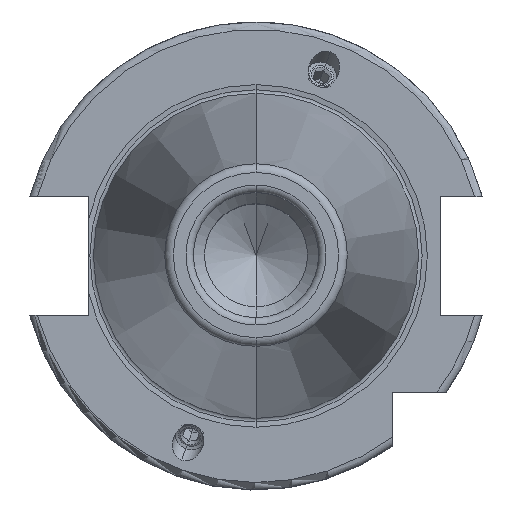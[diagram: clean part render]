
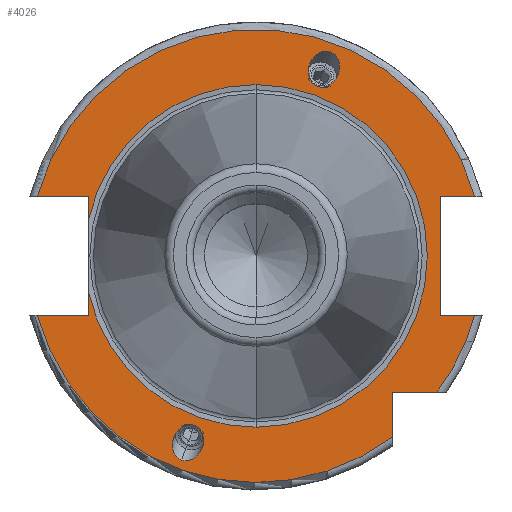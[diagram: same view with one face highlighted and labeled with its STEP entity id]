
A CAD part, top view. The second image highlights one B-rep face of the part: STEP entity #4026.
In plain terms, the highlighted planar face has unit normal (0, 0, 1).
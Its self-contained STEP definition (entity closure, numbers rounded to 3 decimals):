
#301=CARTESIAN_POINT('',(0,0,18.1));
#302=DIRECTION('',(0,0,1));
#303=DIRECTION('',(0,1,0));
#304=AXIS2_PLACEMENT_3D('',#301,#302,#303);
#314=CARTESIAN_POINT('',(0,0,18.1));
#315=DIRECTION('',(0,0,1));
#316=DIRECTION('',(-0.976,-0.22,0));
#317=AXIS2_PLACEMENT_3D('',#314,#315,#316);
#738=CARTESIAN_POINT('',(0,0,18.1));
#739=DIRECTION('',(0,0,1));
#740=DIRECTION('',(0.965,0.262,0));
#741=AXIS2_PLACEMENT_3D('',#738,#739,#740);
#789=CARTESIAN_POINT('',(0,0,18.1));
#790=DIRECTION('',(0,0,1));
#791=DIRECTION('',(-0.965,-0.262,0));
#792=AXIS2_PLACEMENT_3D('',#789,#790,#791);
#805=DIRECTION('',(1,0,0));
#806=VECTOR('',#805,7.004);
#807=CARTESIAN_POINT('',(-29.704,-8.05,18.1));
#808=LINE('',#807,#806);
#809=DIRECTION('',(0,1,0));
#810=VECTOR('',#809,2.939);
#811=CARTESIAN_POINT('',(-22.7,-8.05,18.1));
#812=LINE('',#811,#810);
#813=DIRECTION('',(0,1,0));
#814=VECTOR('',#813,2.939);
#815=CARTESIAN_POINT('',(-22.7,5.111,18.1));
#816=LINE('',#815,#814);
#817=DIRECTION('',(1,0,0));
#818=VECTOR('',#817,7.004);
#819=CARTESIAN_POINT('',(-29.704,8.05,18.1));
#820=LINE('',#819,#818);
#821=DIRECTION('',(-1,0,0));
#822=VECTOR('',#821,4.704);
#823=CARTESIAN_POINT('',(29.704,8.05,18.1));
#824=LINE('',#823,#822);
#825=DIRECTION('',(0,-1,0));
#826=VECTOR('',#825,16.1);
#827=CARTESIAN_POINT('',(25,8.05,18.1));
#828=LINE('',#827,#826);
#829=DIRECTION('',(-1,0,0));
#830=VECTOR('',#829,4.704);
#831=CARTESIAN_POINT('',(29.704,-8.05,18.1));
#832=LINE('',#831,#830);
#833=CARTESIAN_POINT('',(0,0,18.1));
#834=DIRECTION('',(0,0,1));
#835=DIRECTION('',(0.799,-0.601,0));
#836=AXIS2_PLACEMENT_3D('',#833,#834,#835);
#838=DIRECTION('',(-1,0,0));
#839=VECTOR('',#838,6.094);
#840=CARTESIAN_POINT('',(24.594,-18.5,18.1));
#841=LINE('',#840,#839);
#842=DIRECTION('',(0,1,0));
#843=VECTOR('',#842,6.094);
#844=CARTESIAN_POINT('',(18.5,-24.594,18.1));
#845=LINE('',#844,#843);
#846=CARTESIAN_POINT('',(8.379,23.02,18.1));
#847=CARTESIAN_POINT('',(8.152,23.103,18.1));
#848=CARTESIAN_POINT('',(7.698,23.381,18.1));
#849=CARTESIAN_POINT('',(7.208,24.17,18.1));
#850=CARTESIAN_POINT('',(7.094,25.,18.1));
#851=CARTESIAN_POINT('',(7.174,25.641,18.1));
#852=CARTESIAN_POINT('',(7.298,26.077,18.1));
#853=CARTESIAN_POINT('',(7.483,26.49,18.1));
#854=CARTESIAN_POINT('',(7.834,27.033,18.1));
#855=CARTESIAN_POINT('',(8.455,27.594,18.1));
#856=CARTESIAN_POINT('',(9.337,27.884,18.1));
#857=CARTESIAN_POINT('',(9.863,27.806,18.1));
#858=CARTESIAN_POINT('',(10.09,27.723,18.1));
#860=CARTESIAN_POINT('',(10.09,27.723,18.1));
#861=CARTESIAN_POINT('',(10.318,27.641,18.1));
#862=CARTESIAN_POINT('',(10.771,27.362,18.1));
#863=CARTESIAN_POINT('',(11.261,26.573,18.1));
#864=CARTESIAN_POINT('',(11.375,25.744,18.1));
#865=CARTESIAN_POINT('',(11.295,25.103,18.1));
#866=CARTESIAN_POINT('',(11.171,24.667,18.1));
#867=CARTESIAN_POINT('',(10.986,24.253,18.1));
#868=CARTESIAN_POINT('',(10.635,23.711,18.1));
#869=CARTESIAN_POINT('',(10.014,23.149,18.1));
#870=CARTESIAN_POINT('',(9.133,22.859,18.1));
#871=CARTESIAN_POINT('',(8.606,22.937,18.1));
#872=CARTESIAN_POINT('',(8.379,23.02,18.1));
#874=CARTESIAN_POINT('',(-8.379,-23.02,18.1));
#875=CARTESIAN_POINT('',(-8.606,-22.937,18.1));
#876=CARTESIAN_POINT('',(-9.133,-22.859,18.1));
#877=CARTESIAN_POINT('',(-10.014,-23.149,18.1));
#878=CARTESIAN_POINT('',(-10.635,-23.711,18.1));
#879=CARTESIAN_POINT('',(-10.986,-24.253,18.1));
#880=CARTESIAN_POINT('',(-11.171,-24.667,18.1));
#881=CARTESIAN_POINT('',(-11.295,-25.103,18.1));
#882=CARTESIAN_POINT('',(-11.375,-25.744,18.1));
#883=CARTESIAN_POINT('',(-11.261,-26.573,18.1));
#884=CARTESIAN_POINT('',(-10.771,-27.362,18.1));
#885=CARTESIAN_POINT('',(-10.318,-27.641,18.1));
#886=CARTESIAN_POINT('',(-10.09,-27.723,18.1));
#888=CARTESIAN_POINT('',(-10.09,-27.723,18.1));
#889=CARTESIAN_POINT('',(-9.863,-27.806,18.1));
#890=CARTESIAN_POINT('',(-9.337,-27.884,18.1));
#891=CARTESIAN_POINT('',(-8.455,-27.594,18.1));
#892=CARTESIAN_POINT('',(-7.834,-27.033,18.1));
#893=CARTESIAN_POINT('',(-7.483,-26.49,18.1));
#894=CARTESIAN_POINT('',(-7.298,-26.077,18.1));
#895=CARTESIAN_POINT('',(-7.174,-25.641,18.1));
#896=CARTESIAN_POINT('',(-7.094,-25.,18.1));
#897=CARTESIAN_POINT('',(-7.208,-24.17,18.1));
#898=CARTESIAN_POINT('',(-7.698,-23.381,18.1));
#899=CARTESIAN_POINT('',(-8.152,-23.103,18.1));
#900=CARTESIAN_POINT('',(-8.379,-23.02,18.1));
#902=CARTESIAN_POINT('',(0,0,18.1));
#903=DIRECTION('',(0,0,-1));
#904=DIRECTION('',(0,1,0));
#905=AXIS2_PLACEMENT_3D('',#902,#903,#904);
#2687=CARTESIAN_POINT('',(-29.704,-8.05,18.1));
#2688=CARTESIAN_POINT('',(-22.7,-8.05,18.1));
#2689=VERTEX_POINT('',#2687);
#2690=VERTEX_POINT('',#2688);
#2691=CARTESIAN_POINT('',(-22.7,-5.111,18.1));
#2692=VERTEX_POINT('',#2691);
#2693=CARTESIAN_POINT('',(-22.7,5.111,18.1));
#2694=CARTESIAN_POINT('',(-22.7,8.05,18.1));
#2695=VERTEX_POINT('',#2693);
#2696=VERTEX_POINT('',#2694);
#2697=CARTESIAN_POINT('',(-29.704,8.05,18.1));
#2698=VERTEX_POINT('',#2697);
#2699=CARTESIAN_POINT('',(25,8.05,18.1));
#2700=CARTESIAN_POINT('',(25,-8.05,18.1));
#2701=VERTEX_POINT('',#2699);
#2702=VERTEX_POINT('',#2700);
#2703=CARTESIAN_POINT('',(29.704,-8.05,18.1));
#2704=VERTEX_POINT('',#2703);
#2705=CARTESIAN_POINT('',(29.704,8.05,18.1));
#2706=VERTEX_POINT('',#2705);
#2707=CARTESIAN_POINT('',(18.5,-24.594,18.1));
#2708=CARTESIAN_POINT('',(18.5,-18.5,18.1));
#2709=VERTEX_POINT('',#2707);
#2710=VERTEX_POINT('',#2708);
#2711=CARTESIAN_POINT('',(24.594,-18.5,18.1));
#2712=VERTEX_POINT('',#2711);
#2759=CARTESIAN_POINT('',(0,23.268,18.1));
#2760=VERTEX_POINT('',#2759);
#2761=CARTESIAN_POINT('',(0,-23.268,18.1));
#2762=VERTEX_POINT('',#2761);
#2803=CARTESIAN_POINT('',(8.379,23.02,18.1));
#2805=VERTEX_POINT('',#2803);
#2811=VERTEX_POINT('',#858);
#2832=CARTESIAN_POINT('',(-8.379,-23.02,18.1));
#2834=VERTEX_POINT('',#2832);
#2840=CARTESIAN_POINT('',(-10.09,-27.723,18.1));
#2841=VERTEX_POINT('',#2840);
#3988=CARTESIAN_POINT('',(0,0,18.1));
#3989=DIRECTION('',(0,0,-1));
#3990=DIRECTION('',(0,-1,0));
#3991=AXIS2_PLACEMENT_3D('',#3988,#3989,#3990);
#3992=PLANE('',#3991);
#3993=ORIENTED_EDGE('',*,*,#3506,.T.);
#3994=ORIENTED_EDGE('',*,*,#3417,.T.);
#3995=ORIENTED_EDGE('',*,*,#3400,.T.);
#3997=ORIENTED_EDGE('',*,*,#3996,.F.);
#3998=ORIENTED_EDGE('',*,*,#3393,.T.);
#3999=ORIENTED_EDGE('',*,*,#3414,.T.);
#4000=ORIENTED_EDGE('',*,*,#3918,.F.);
#4001=ORIENTED_EDGE('',*,*,#3965,.F.);
#4003=ORIENTED_EDGE('',*,*,#4002,.T.);
#4005=ORIENTED_EDGE('',*,*,#4004,.T.);
#4006=ORIENTED_EDGE('',*,*,#3576,.F.);
#4007=ORIENTED_EDGE('',*,*,#3955,.F.);
#4008=ORIENTED_EDGE('',*,*,#3860,.T.);
#4010=ORIENTED_EDGE('',*,*,#4009,.F.);
#4011=ORIENTED_EDGE('',*,*,#3981,.F.);
#4012=EDGE_LOOP('',(#3993,#3994,#3995,#3997,#3998,#3999,#4000,#4001,#4003,#4005,
#4006,#4007,#4008,#4010,#4011));
#4013=FACE_OUTER_BOUND('',#4012,.F.);
#4015=ORIENTED_EDGE('',*,*,#4014,.F.);
#4017=ORIENTED_EDGE('',*,*,#4016,.F.);
#4018=EDGE_LOOP('',(#4015,#4017));
#4019=FACE_BOUND('',#4018,.F.);
#4021=ORIENTED_EDGE('',*,*,#4020,.T.);
#4023=ORIENTED_EDGE('',*,*,#4022,.T.);
#4024=EDGE_LOOP('',(#4021,#4023));
#4025=FACE_BOUND('',#4024,.F.);
#4026=ADVANCED_FACE('',(#4013,#4019,#4025),#3992,.F.);
#305=CIRCLE('',#304,23.268);
#318=CIRCLE('',#317,23.268);
#742=CIRCLE('',#741,30.775);
#793=CIRCLE('',#792,30.775);
#837=CIRCLE('',#836,30.775);
#859=B_SPLINE_CURVE_WITH_KNOTS('',3,(#846,#847,#848,#849,#850,#851,#852,#853,
#854,#855,#856,#857,#858),.UNSPECIFIED.,.F.,.F.,(4,1,1,1,1,1,1,1,1,1,4),(0,
0.125,0.25,0.375,0.438,0.5,0.563,0.625,0.75,0.875,1),
.UNSPECIFIED.);
#873=B_SPLINE_CURVE_WITH_KNOTS('',3,(#860,#861,#862,#863,#864,#865,#866,#867,
#868,#869,#870,#871,#872),.UNSPECIFIED.,.F.,.F.,(4,1,1,1,1,1,1,1,1,1,4),(0,
0.125,0.25,0.375,0.438,0.5,0.563,0.625,0.75,0.875,1),
.UNSPECIFIED.);
#887=B_SPLINE_CURVE_WITH_KNOTS('',3,(#874,#875,#876,#877,#878,#879,#880,#881,
#882,#883,#884,#885,#886),.UNSPECIFIED.,.F.,.F.,(4,1,1,1,1,1,1,1,1,1,4),(0,
0.125,0.25,0.375,0.438,0.5,0.563,0.625,0.75,0.875,1),
.UNSPECIFIED.);
#901=B_SPLINE_CURVE_WITH_KNOTS('',3,(#888,#889,#890,#891,#892,#893,#894,#895,
#896,#897,#898,#899,#900),.UNSPECIFIED.,.F.,.F.,(4,1,1,1,1,1,1,1,1,1,4),(0,
0.125,0.25,0.375,0.438,0.5,0.563,0.625,0.75,0.875,1),
.UNSPECIFIED.);
#906=CIRCLE('',#905,23.268);
#3393=EDGE_CURVE('',#2760,#2695,#305,.T.);
#3400=EDGE_CURVE('',#2692,#2762,#318,.T.);
#3414=EDGE_CURVE('',#2695,#2696,#816,.T.);
#3417=EDGE_CURVE('',#2690,#2692,#812,.T.);
#3506=EDGE_CURVE('',#2689,#2690,#808,.T.);
#3576=EDGE_CURVE('',#2704,#2702,#832,.T.);
#3860=EDGE_CURVE('',#2712,#2710,#841,.T.);
#3918=EDGE_CURVE('',#2698,#2696,#820,.T.);
#3955=EDGE_CURVE('',#2712,#2704,#837,.T.);
#3965=EDGE_CURVE('',#2706,#2698,#742,.T.);
#3981=EDGE_CURVE('',#2689,#2709,#793,.T.);
#3996=EDGE_CURVE('',#2760,#2762,#906,.T.);
#4002=EDGE_CURVE('',#2706,#2701,#824,.T.);
#4004=EDGE_CURVE('',#2701,#2702,#828,.T.);
#4009=EDGE_CURVE('',#2709,#2710,#845,.T.);
#4014=EDGE_CURVE('',#2805,#2811,#859,.T.);
#4016=EDGE_CURVE('',#2811,#2805,#873,.T.);
#4020=EDGE_CURVE('',#2834,#2841,#887,.T.);
#4022=EDGE_CURVE('',#2841,#2834,#901,.T.);
